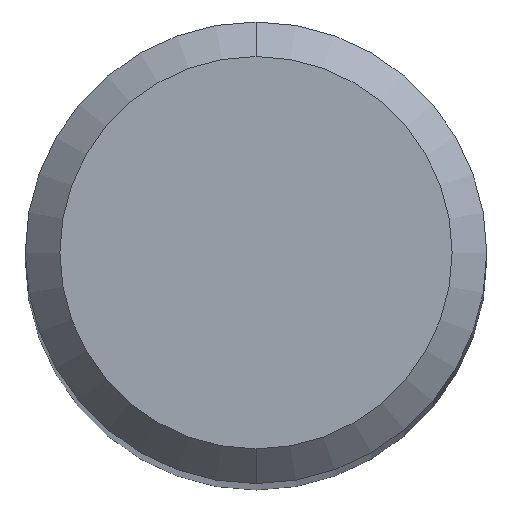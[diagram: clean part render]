
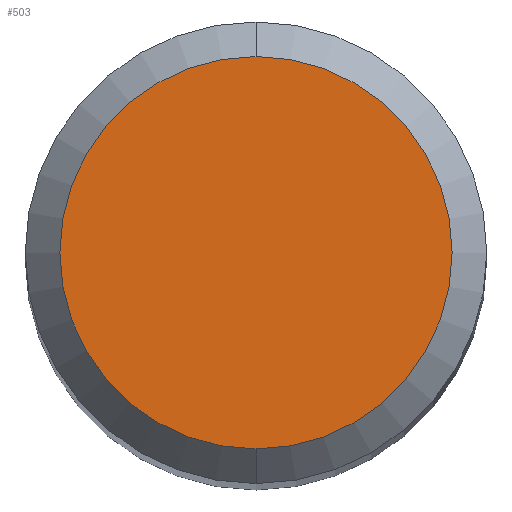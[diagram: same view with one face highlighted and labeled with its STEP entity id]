
A CAD part, top view. The second image highlights one B-rep face of the part: STEP entity #503.
In plain terms, the highlighted planar face has unit normal (0, 0, 1).
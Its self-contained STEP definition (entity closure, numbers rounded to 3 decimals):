
#503=ADVANCED_FACE('',(#1356),#1357,.T.);
#505=EDGE_CURVE('',#1067,#843,#1359,.T.);
#607=EDGE_CURVE('',#843,#1067,#1471,.T.);
#843=VERTEX_POINT('',#1728);
#1067=VERTEX_POINT('',#1972);
#1356=FACE_OUTER_BOUND('',#2526,.T.);
#1357=PLANE('',#2527);
#1359=CIRCLE('',#2530,1.7);
#1471=CIRCLE('',#2820,1.7);
#1728=CARTESIAN_POINT('',(0.,-1.7,0.0));
#1972=CARTESIAN_POINT('',(0.0,1.7,0.0));
#2526=EDGE_LOOP('',(#6285,#6286));
#2527=AXIS2_PLACEMENT_3D('',#6287,#6288,#6289);
#2530=AXIS2_PLACEMENT_3D('',#6290,#6291,#6292);
#2820=AXIS2_PLACEMENT_3D('',#6424,#6425,#6426);
#6285=ORIENTED_EDGE('',*,*,#505,.F.);
#6286=ORIENTED_EDGE('',*,*,#607,.F.);
#6287=CARTESIAN_POINT('',(0.0,0.85,0.0));
#6288=DIRECTION('',(-0.0,0.0,1.0));
#6289=DIRECTION('',(0.0,-1.0,0.0));
#6290=CARTESIAN_POINT('',(0.0,0.0,0.0));
#6291=DIRECTION('',(0.0,0.0,-1.0));
#6292=DIRECTION('',(0.0,1.0,0.0));
#6424=CARTESIAN_POINT('',(0.0,0.0,0.0));
#6425=DIRECTION('',(0.0,0.0,-1.0));
#6426=DIRECTION('',(0.0,1.0,0.0));
